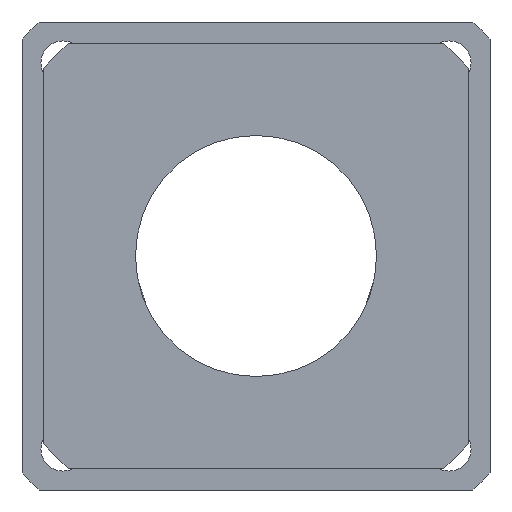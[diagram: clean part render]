
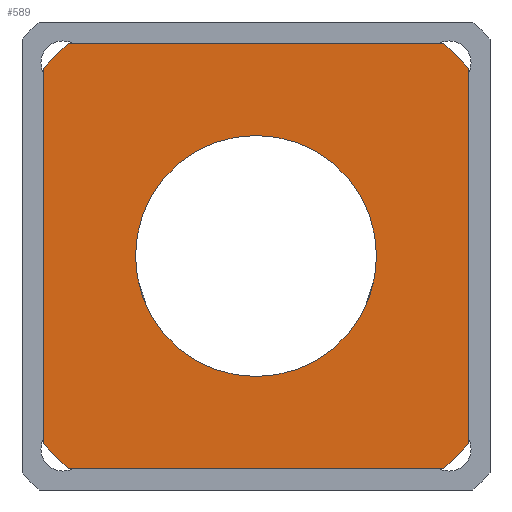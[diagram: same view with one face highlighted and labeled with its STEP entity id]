
A CAD part, left-side view. The second image highlights one B-rep face of the part: STEP entity #589.
In plain terms, the highlighted planar face has unit normal (-1, 0, 0).
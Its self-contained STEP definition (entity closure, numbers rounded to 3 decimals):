
#14=LINE($,#1151,#46);
#18=LINE($,#1160,#50);
#22=LINE($,#1169,#54);
#26=LINE($,#1178,#58);
#46=VECTOR($,#697,52.915);
#50=VECTOR($,#703,52.915);
#54=VECTOR($,#709,52.915);
#58=VECTOR($,#715,52.915);
#88=PLANE($,#656);
#93=CIRCLE($,#606,17.);
#101=CIRCLE($,#622,40.);
#102=CIRCLE($,#624,40.);
#103=CIRCLE($,#626,40.);
#120=CIRCLE($,#657,40.);
#155=FACE_BOUND($,#251,.T.);
#188=FACE_OUTER_BOUND($,#250,.T.);
#250=EDGE_LOOP($,(#510,#511,#512,#513,#514,#515,#516,#517));
#251=EDGE_LOOP($,(#518));
#279=VERTEX_POINT($,#1138);
#282=VERTEX_POINT($,#1147);
#284=VERTEX_POINT($,#1150);
#286=VERTEX_POINT($,#1156);
#288=VERTEX_POINT($,#1159);
#290=VERTEX_POINT($,#1165);
#292=VERTEX_POINT($,#1168);
#294=VERTEX_POINT($,#1174);
#296=VERTEX_POINT($,#1177);
#335=EDGE_CURVE($,#279,#279,#93,.T.);
#339=EDGE_CURVE($,#284,#282,#14,.T.);
#343=EDGE_CURVE($,#288,#286,#18,.T.);
#347=EDGE_CURVE($,#292,#290,#22,.T.);
#351=EDGE_CURVE($,#296,#294,#26,.T.);
#359=EDGE_CURVE($,#292,#294,#101,.T.);
#360=EDGE_CURVE($,#288,#290,#102,.T.);
#361=EDGE_CURVE($,#284,#286,#103,.T.);
#394=EDGE_CURVE($,#296,#282,#120,.T.);
#510=ORIENTED_EDGE($,*,*,#339,.T.);
#511=ORIENTED_EDGE($,*,*,#394,.F.);
#512=ORIENTED_EDGE($,*,*,#351,.T.);
#513=ORIENTED_EDGE($,*,*,#359,.F.);
#514=ORIENTED_EDGE($,*,*,#347,.T.);
#515=ORIENTED_EDGE($,*,*,#360,.F.);
#516=ORIENTED_EDGE($,*,*,#343,.T.);
#517=ORIENTED_EDGE($,*,*,#361,.F.);
#518=ORIENTED_EDGE($,*,*,#335,.T.);
#589=ADVANCED_FACE($,(#188,#155),#88,.T.);
#606=AXIS2_PLACEMENT_3D($,#1139,#684,#685);
#622=AXIS2_PLACEMENT_3D($,#1190,#732,#733);
#624=AXIS2_PLACEMENT_3D($,#1192,#736,#737);
#626=AXIS2_PLACEMENT_3D($,#1194,#740,#741);
#656=AXIS2_PLACEMENT_3D($,#1265,#816,#817);
#657=AXIS2_PLACEMENT_3D($,#1266,#818,#819);
#684=DIRECTION('center_axis',(1.,0.,0.));
#685=DIRECTION('ref_axis',(0.,0.,-1.));
#697=DIRECTION($,(0.,1.,0.));
#703=DIRECTION($,(0.,0.,1.));
#709=DIRECTION($,(0.,-1.,0.));
#715=DIRECTION($,(0.,0.,-1.));
#732=DIRECTION('center_axis',(1.,0.,0.));
#733=DIRECTION('ref_axis',(0.,1.,0.));
#736=DIRECTION('center_axis',(1.,0.,0.));
#737=DIRECTION('ref_axis',(0.,1.,0.));
#740=DIRECTION('center_axis',(1.,0.,0.));
#741=DIRECTION('ref_axis',(0.,1.,0.));
#816=DIRECTION('center_axis',(-1.,0.,0.));
#817=DIRECTION('ref_axis',(0.,0.,1.));
#818=DIRECTION('center_axis',(1.,0.,0.));
#819=DIRECTION('ref_axis',(0.,1.,0.));
#1138=CARTESIAN_POINT('',(-64.,0.,17.));
#1139=CARTESIAN_POINT('Origin',(-64.,0.,0.));
#1147=CARTESIAN_POINT('',(-64.,26.458,30.));
#1150=CARTESIAN_POINT('',(-64.,-26.458,30.));
#1151=CARTESIAN_POINT($,(-64.,-5.,30.));
#1156=CARTESIAN_POINT('',(-64.,-30.,26.458));
#1159=CARTESIAN_POINT('',(-64.,-30.,-26.458));
#1160=CARTESIAN_POINT($,(-64.,-30.,-15.));
#1165=CARTESIAN_POINT('',(-64.,-26.458,-30.));
#1168=CARTESIAN_POINT('',(-64.,26.458,-30.));
#1169=CARTESIAN_POINT($,(-64.,25.,-30.));
#1174=CARTESIAN_POINT('',(-64.,30.,-26.458));
#1177=CARTESIAN_POINT('',(-64.,30.,26.458));
#1178=CARTESIAN_POINT($,(-64.,30.,15.));
#1190=CARTESIAN_POINT('Origin',(-64.,0.,0.));
#1192=CARTESIAN_POINT('Origin',(-64.,0.,0.));
#1194=CARTESIAN_POINT('Origin',(-64.,0.,0.));
#1265=CARTESIAN_POINT('Origin',(-64.,20.,0.));
#1266=CARTESIAN_POINT('Origin',(-64.,0.,0.));
